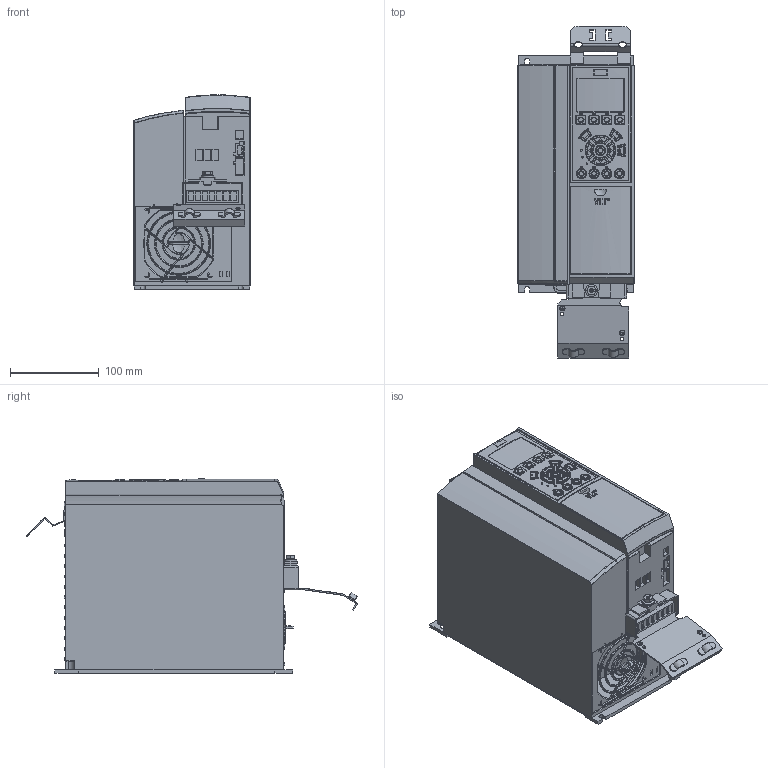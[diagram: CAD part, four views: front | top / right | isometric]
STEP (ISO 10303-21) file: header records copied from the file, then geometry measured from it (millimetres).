
FILE_DESCRIPTION((''),'2;1');
FILE_NAME('DANFOSS-FC100-A3-IP20-AB-048_ASM','2019-09-04T',('U322080'),(''),'CREO PARAMETRIC BY PTC INC, 2018070','CREO PARAMETRIC BY PTC INC, 2018070','');
FILE_SCHEMA(('CONFIG_CONTROL_DESIGN'));
Products named in the file (8): DANFOSS-FC100-A3-IP20-AB-048__1; DANFOSS-FC100-A3-IP20-AB-048__2; DANFOSS-FC100-A3-IP20-AB-048__3; DANFOSS-FC100-A3-IP20-AB-048__4; DANFOSS-FC100-A3-IP20-AB-048__5; DANFOSS-FC100-A3-IP20-AB-048__6; DANFOSS-FC100-A3-IP20-AB-048_35_ASM; DANFOSS-FC100-A3-IP20-AB-048_ASM
Assembly tree (7 placements, depth 3):
  DANFOSS-FC100-A3-IP20-AB-048_ASM
    DANFOSS-FC100-A3-IP20-AB-048_35_ASM
      DANFOSS-FC100-A3-IP20-AB-048__1
      DANFOSS-FC100-A3-IP20-AB-048__2
      DANFOSS-FC100-A3-IP20-AB-048__3
      DANFOSS-FC100-A3-IP20-AB-048__4
      DANFOSS-FC100-A3-IP20-AB-048__5
      DANFOSS-FC100-A3-IP20-AB-048__6
Bounding box: 131.03 x 374 x 219.5 mm (x, y, z)
Surface area: 310640.1 mm2 (no closed solid volume)
Topology: 0 solids, 22 shells, 2913 faces, 7271 edges, 4396 vertices
Faces by surface type: cylinder 1019, plane 796, bspline 680, torus 274, sphere 81, extrusion 32, cone 31
Entity records: 152060 total; most frequent: CARTESIAN_POINT 55992, ORIENTED_EDGE 14434, DIRECTION 11044, PRESENTATION_STYLE_ASSIGNMENT 8863, STYLED_ITEM 7223, CURVE_STYLE 7217, EDGE_CURVE 7217, VERTEX_POINT 4396
